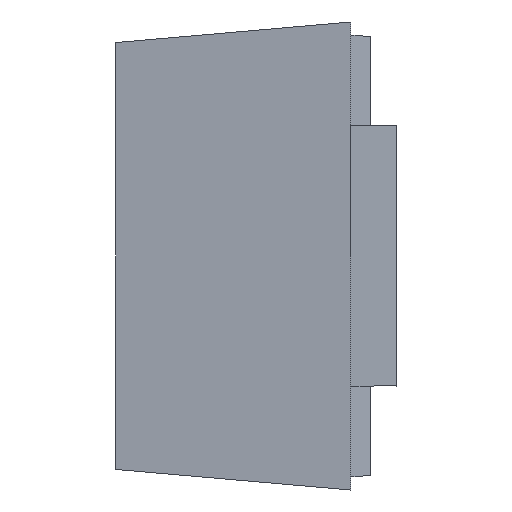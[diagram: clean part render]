
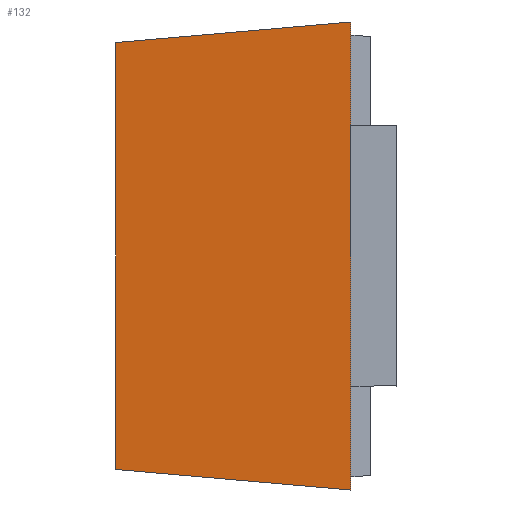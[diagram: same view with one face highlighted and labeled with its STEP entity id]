
A CAD part, left-side view. The second image highlights one B-rep face of the part: STEP entity #132.
In plain terms, the highlighted planar face has unit normal (-0.996, 0.087, 0).
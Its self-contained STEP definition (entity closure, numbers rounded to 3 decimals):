
#35 = VECTOR ( 'NONE', #1022, 1000. ) ;
#46 = LINE ( 'NONE', #1029, #35 ) ;
#80 = PLANE ( 'NONE',  #740 ) ;
#98 = ORIENTED_EDGE ( 'NONE', *, *, #229, .T. ) ;
#132 = ADVANCED_FACE ( 'NONE', ( #679 ), #80, .T. ) ;
#145 = EDGE_LOOP ( 'NONE', ( #566, #1149, #98, #304 ) ) ;
#214 = CARTESIAN_POINT ( 'NONE',  ( -1.4, 0.175, 0.9 ) ) ;
#229 = EDGE_CURVE ( 'NONE', #981, #612, #1135, .T. ) ;
#289 = CARTESIAN_POINT ( 'NONE',  ( -1.4, 0.175, 0.9 ) ) ;
#298 = EDGE_CURVE ( 'NONE', #1142, #684, #730, .T. ) ;
#304 = ORIENTED_EDGE ( 'NONE', *, *, #336, .F. ) ;
#336 = EDGE_CURVE ( 'NONE', #684, #612, #1107, .T. ) ;
#399 = DIRECTION ( 'NONE',  ( -0.996, 0.087, 0. ) ) ;
#418 = DIRECTION ( 'NONE',  ( 0., 0., 1. ) ) ;
#426 = DIRECTION ( 'NONE',  ( -0.087, -0.996, 0. ) ) ;
#450 = CARTESIAN_POINT ( 'NONE',  ( -1.4, 0.175, -0.9 ) ) ;
#566 = ORIENTED_EDGE ( 'NONE', *, *, #298, .F. ) ;
#612 = VERTEX_POINT ( 'NONE', #1262 ) ;
#651 = CARTESIAN_POINT ( 'NONE',  ( -1.321, 1.08, 0.9 ) ) ;
#677 = CARTESIAN_POINT ( 'NONE',  ( -1.321, 1.08, -0.821 ) ) ;
#679 = FACE_OUTER_BOUND ( 'NONE', #145, .T. ) ;
#684 = VERTEX_POINT ( 'NONE', #1256 ) ;
#711 = VECTOR ( 'NONE', #925, 1000. ) ;
#730 = LINE ( 'NONE', #651, #1153 ) ;
#740 = AXIS2_PLACEMENT_3D ( 'NONE', #289, #399, #426 ) ;
#774 = DIRECTION ( 'NONE',  ( 0., 0., 1. ) ) ;
#834 = EDGE_CURVE ( 'NONE', #1142, #981, #46, .T. ) ;
#839 = CARTESIAN_POINT ( 'NONE',  ( -1.4, 0.175, 0.9 ) ) ;
#925 = DIRECTION ( 'NONE',  ( -0.087, -0.992, 0.087 ) ) ;
#981 = VERTEX_POINT ( 'NONE', #450 ) ;
#1022 = DIRECTION ( 'NONE',  ( -0.087, -0.992, -0.087 ) ) ;
#1029 = CARTESIAN_POINT ( 'NONE',  ( -1.386, 0.33, -0.886 ) ) ;
#1095 = VECTOR ( 'NONE', #418, 1000. ) ;
#1107 = LINE ( 'NONE', #839, #711 ) ;
#1135 = LINE ( 'NONE', #214, #1095 ) ;
#1142 = VERTEX_POINT ( 'NONE', #677 ) ;
#1149 = ORIENTED_EDGE ( 'NONE', *, *, #834, .T. ) ;
#1153 = VECTOR ( 'NONE', #774, 1000. ) ;
#1256 = CARTESIAN_POINT ( 'NONE',  ( -1.321, 1.08, 0.821 ) ) ;
#1262 = CARTESIAN_POINT ( 'NONE',  ( -1.4, 0.175, 0.9 ) ) ;
